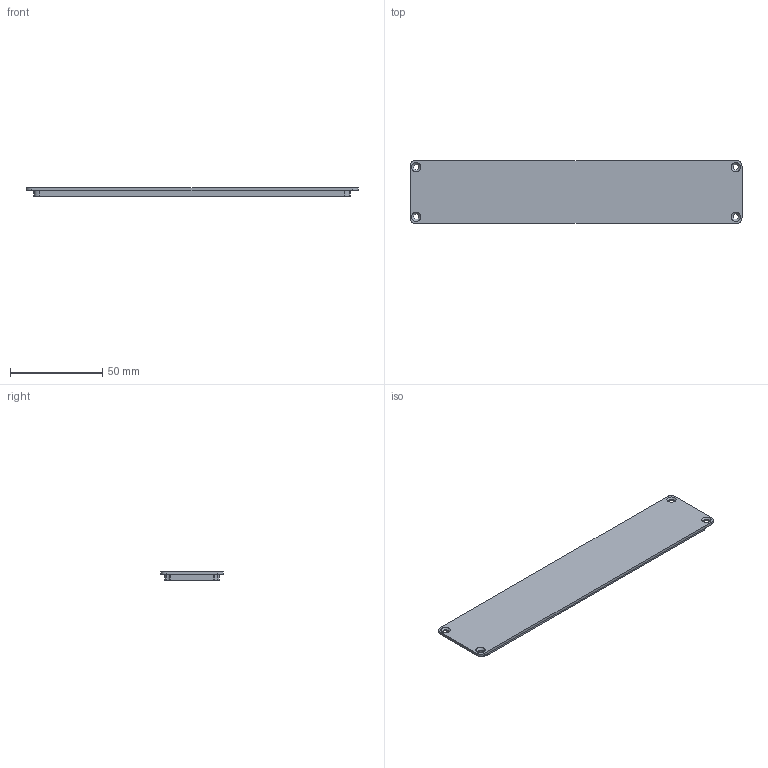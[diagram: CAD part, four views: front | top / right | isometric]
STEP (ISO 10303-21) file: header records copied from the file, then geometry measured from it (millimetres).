
FILE_DESCRIPTION(/* description */ ('','CAx-IF Rec.Pracs.---Representation and Presentation of Product Manufacturing Information (PMI)---4.0---2014-10-13'),/* implementation_level */ '2;1');
FILE_NAME(/* name */ 'front-cover.stp',/* time_stamp */ '2025-08-16T19:05:32+08:00',/* author */ ('Toby'),/* organization */ (''),/* preprocessor_version */ 'ST-DEVELOPER v18.1',/* originating_system */ 'Autodesk Inventor 2021',/* authorisation */ '');
FILE_SCHEMA (('AP242_MANAGED_MODEL_BASED_3D_ENGINEERING_MIM_LF { 1 0 10303 442 1 1 4 }'));
Length unit declared in the file: millimetre
Products named in the file (1): back-cover
Bounding box: 180 x 34 x 4.5 mm (x, y, z)
Volume: 11466.2 mm3; surface area: 15183.8 mm2
Topology: 1 solids, 1 shells, 40 faces, 136 edges, 108 vertices
Faces by surface type: cylinder 20, plane 16, cone 4
Full cylindrical faces by diameter (mm): 3 x4
Entity records: 1630 total; most frequent: DIRECTION 292, CARTESIAN_POINT 290, ORIENTED_EDGE 248, EDGE_CURVE 124, AXIS2_PLACEMENT_3D 114, VERTEX_POINT 84, LINE 64, VECTOR 64
